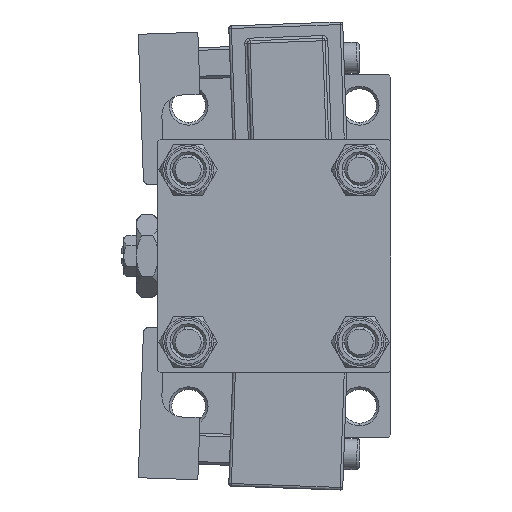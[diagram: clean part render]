
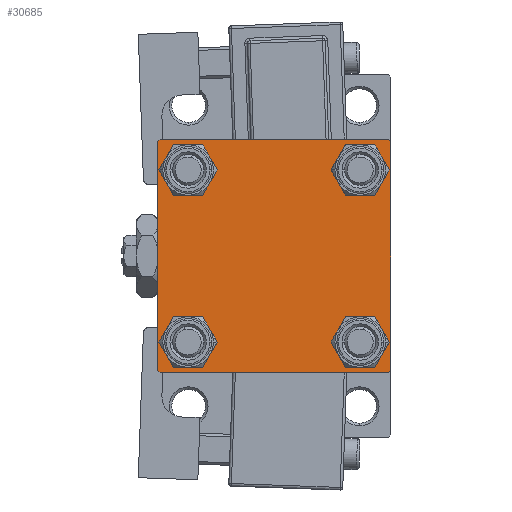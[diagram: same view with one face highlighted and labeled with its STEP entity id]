
A CAD part, left-side view. The second image highlights one B-rep face of the part: STEP entity #30685.
In plain terms, the highlighted planar face has unit normal (-1, 0, 0).
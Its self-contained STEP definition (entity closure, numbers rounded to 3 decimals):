
#90 = CARTESIAN_POINT ( 'NONE',  ( 0., 16.6, 16.6 ) ) ;
#225 = ORIENTED_EDGE ( 'NONE', *, *, #34484, .T. ) ;
#260 = CARTESIAN_POINT ( 'NONE',  ( 0., 16.6, 16.6 ) ) ;
#317 = ORIENTED_EDGE ( 'NONE', *, *, #39075, .T. ) ;
#645 = CARTESIAN_POINT ( 'NONE',  ( 0., -16.6, 16.6 ) ) ;
#939 = CARTESIAN_POINT ( 'NONE',  ( 0., 16.6, -13.1 ) ) ;
#1139 = CARTESIAN_POINT ( 'NONE',  ( 0., -16.6, -16.6 ) ) ;
#3326 = PLANE ( 'NONE',  #49676 ) ;
#3350 = AXIS2_PLACEMENT_3D ( 'NONE', #50844, #22299, #42887 ) ;
#3426 = VECTOR ( 'NONE', #35091, 1000. ) ;
#3608 = DIRECTION ( 'NONE',  ( 0., 0.707, -0.707 ) ) ;
#4983 = VERTEX_POINT ( 'NONE', #51436 ) ;
#5280 = EDGE_CURVE ( 'NONE', #4983, #34801, #24402, .T. ) ;
#5533 = VERTEX_POINT ( 'NONE', #21426 ) ;
#5616 = LINE ( 'NONE', #13601, #49871 ) ;
#6680 = DIRECTION ( 'NONE',  ( 0., 0., 1. ) ) ;
#6969 = CARTESIAN_POINT ( 'NONE',  ( 0., -22., 22.5 ) ) ;
#7139 = EDGE_CURVE ( 'NONE', #9368, #18739, #14516, .T. ) ;
#7436 = FACE_BOUND ( 'NONE', #45102, .T. ) ;
#7718 = DIRECTION ( 'NONE',  ( 0., 0., 1. ) ) ;
#8042 = DIRECTION ( 'NONE',  ( 1., 0., 0. ) ) ;
#8218 = DIRECTION ( 'NONE',  ( 0., 0., 1. ) ) ;
#8391 = ORIENTED_EDGE ( 'NONE', *, *, #46736, .T. ) ;
#9072 = CARTESIAN_POINT ( 'NONE',  ( 0., 16.6, 13.1 ) ) ;
#9368 = VERTEX_POINT ( 'NONE', #48504 ) ;
#9386 = AXIS2_PLACEMENT_3D ( 'NONE', #43750, #22890, #6680 ) ;
#9804 = CIRCLE ( 'NONE', #16850, 3.5 ) ;
#9890 = DIRECTION ( 'NONE',  ( 0., 0., 1. ) ) ;
#10427 = VERTEX_POINT ( 'NONE', #44770 ) ;
#10584 = CIRCLE ( 'NONE', #16761, 3.5 ) ;
#10715 = ORIENTED_EDGE ( 'NONE', *, *, #34928, .F. ) ;
#10821 = ORIENTED_EDGE ( 'NONE', *, *, #11814, .T. ) ;
#11481 = CARTESIAN_POINT ( 'NONE',  ( 0., 22.5, 22. ) ) ;
#11681 = CARTESIAN_POINT ( 'NONE',  ( 0., -16.6, 20.1 ) ) ;
#11814 = EDGE_CURVE ( 'NONE', #21709, #51381, #14083, .T. ) ;
#11830 = CARTESIAN_POINT ( 'NONE',  ( 0., 0., 0. ) ) ;
#12511 = ORIENTED_EDGE ( 'NONE', *, *, #35915, .T. ) ;
#12713 = DIRECTION ( 'NONE',  ( 1., 0., 0. ) ) ;
#13402 = CARTESIAN_POINT ( 'NONE',  ( 0., 22.5, -22. ) ) ;
#13601 = CARTESIAN_POINT ( 'NONE',  ( 0., 22.5, -22.5 ) ) ;
#14083 = CIRCLE ( 'NONE', #32476, 3.5 ) ;
#14516 = LINE ( 'NONE', #31515, #3426 ) ;
#15423 = ORIENTED_EDGE ( 'NONE', *, *, #22738, .T. ) ;
#15717 = CARTESIAN_POINT ( 'NONE',  ( 0., 22.5, 22.5 ) ) ;
#16761 = AXIS2_PLACEMENT_3D ( 'NONE', #645, #51395, #34116 ) ;
#16833 = DIRECTION ( 'NONE',  ( 0., 0., 1. ) ) ;
#16850 = AXIS2_PLACEMENT_3D ( 'NONE', #28343, #8042, #33013 ) ;
#17577 = LINE ( 'NONE', #30167, #52822 ) ;
#17818 = VECTOR ( 'NONE', #42445, 1000. ) ;
#17881 = DIRECTION ( 'NONE',  ( 1., 0., 0. ) ) ;
#17982 = DIRECTION ( 'NONE',  ( 0., -1., 0. ) ) ;
#18739 = VERTEX_POINT ( 'NONE', #6969 ) ;
#19304 = DIRECTION ( 'NONE',  ( 0., 0., -1. ) ) ;
#19467 = VERTEX_POINT ( 'NONE', #13402 ) ;
#19595 = ORIENTED_EDGE ( 'NONE', *, *, #27164, .T. ) ;
#19915 = EDGE_LOOP ( 'NONE', ( #15423, #225 ) ) ;
#20754 = EDGE_CURVE ( 'NONE', #19467, #31322, #38852, .T. ) ;
#21426 = CARTESIAN_POINT ( 'NONE',  ( 0., 16.6, 20.1 ) ) ;
#21709 = VERTEX_POINT ( 'NONE', #41100 ) ;
#22299 = DIRECTION ( 'NONE',  ( 1., 0., 0. ) ) ;
#22738 = EDGE_CURVE ( 'NONE', #5533, #24094, #48587, .T. ) ;
#22890 = DIRECTION ( 'NONE',  ( 1., 0., 0. ) ) ;
#23090 = EDGE_CURVE ( 'NONE', #44004, #19467, #31520, .T. ) ;
#23349 = AXIS2_PLACEMENT_3D ( 'NONE', #1139, #17881, #9890 ) ;
#23416 = CARTESIAN_POINT ( 'NONE',  ( 0., -22.5, 22.5 ) ) ;
#23902 = EDGE_CURVE ( 'NONE', #29957, #44004, #48903, .T. ) ;
#24094 = VERTEX_POINT ( 'NONE', #9072 ) ;
#24200 = FACE_OUTER_BOUND ( 'NONE', #29207, .T. ) ;
#24402 = CIRCLE ( 'NONE', #3350, 3.5 ) ;
#24931 = AXIS2_PLACEMENT_3D ( 'NONE', #90, #12713, #16833 ) ;
#27039 = AXIS2_PLACEMENT_3D ( 'NONE', #260, #42515, #8218 ) ;
#27164 = EDGE_CURVE ( 'NONE', #51381, #21709, #47033, .T. ) ;
#27201 = EDGE_LOOP ( 'NONE', ( #51937, #317 ) ) ;
#27502 = LINE ( 'NONE', #23416, #34075 ) ;
#27704 = CARTESIAN_POINT ( 'NONE',  ( 0., -22., -22.5 ) ) ;
#28343 = CARTESIAN_POINT ( 'NONE',  ( 0., -16.6, 16.6 ) ) ;
#28563 = FACE_BOUND ( 'NONE', #27201, .T. ) ;
#28810 = CIRCLE ( 'NONE', #27039, 3.5 ) ;
#28867 = LINE ( 'NONE', #15717, #40134 ) ;
#29207 = EDGE_LOOP ( 'NONE', ( #47776, #42149, #12511, #8391, #10715, #40022, #31649, #35141 ) ) ;
#29957 = VERTEX_POINT ( 'NONE', #31447 ) ;
#30167 = CARTESIAN_POINT ( 'NONE',  ( 0., -22.25, -22.25 ) ) ;
#30646 = DIRECTION ( 'NONE',  ( 0., 0., 1. ) ) ;
#30685 = ADVANCED_FACE ( 'NONE', ( #28563, #32679, #7436, #40928, #24200 ), #3326, .T. ) ;
#31322 = VERTEX_POINT ( 'NONE', #36514 ) ;
#31447 = CARTESIAN_POINT ( 'NONE',  ( 0., 22., 22.5 ) ) ;
#31515 = CARTESIAN_POINT ( 'NONE',  ( 0., -22.25, 22.25 ) ) ;
#31520 = LINE ( 'NONE', #35643, #45971 ) ;
#31649 = ORIENTED_EDGE ( 'NONE', *, *, #34057, .F. ) ;
#31740 = EDGE_CURVE ( 'NONE', #34801, #4983, #50612, .T. ) ;
#32083 = ORIENTED_EDGE ( 'NONE', *, *, #5280, .T. ) ;
#32476 = AXIS2_PLACEMENT_3D ( 'NONE', #39155, #43284, #30646 ) ;
#32679 = FACE_BOUND ( 'NONE', #47247, .T. ) ;
#33013 = DIRECTION ( 'NONE',  ( 0., 0., 1. ) ) ;
#33665 = VERTEX_POINT ( 'NONE', #37170 ) ;
#34057 = EDGE_CURVE ( 'NONE', #29957, #18739, #28867, .T. ) ;
#34075 = VECTOR ( 'NONE', #19304, 1000. ) ;
#34116 = DIRECTION ( 'NONE',  ( 0., 0., 1. ) ) ;
#34484 = EDGE_CURVE ( 'NONE', #24094, #5533, #28810, .T. ) ;
#34801 = VERTEX_POINT ( 'NONE', #939 ) ;
#34928 = EDGE_CURVE ( 'NONE', #9368, #33665, #27502, .T. ) ;
#35091 = DIRECTION ( 'NONE',  ( 0., 0.707, 0.707 ) ) ;
#35141 = ORIENTED_EDGE ( 'NONE', *, *, #23902, .T. ) ;
#35643 = CARTESIAN_POINT ( 'NONE',  ( 0., 22.5, 22.5 ) ) ;
#35915 = EDGE_CURVE ( 'NONE', #31322, #37681, #5616, .T. ) ;
#36514 = CARTESIAN_POINT ( 'NONE',  ( 0., 22., -22.5 ) ) ;
#37170 = CARTESIAN_POINT ( 'NONE',  ( 0., -22.5, -22. ) ) ;
#37681 = VERTEX_POINT ( 'NONE', #27704 ) ;
#38852 = LINE ( 'NONE', #46028, #17818 ) ;
#39075 = EDGE_CURVE ( 'NONE', #10427, #46145, #10584, .T. ) ;
#39155 = CARTESIAN_POINT ( 'NONE',  ( 0., -16.6, -16.6 ) ) ;
#39216 = DIRECTION ( 'NONE',  ( 0., 0., -1. ) ) ;
#39553 = ORIENTED_EDGE ( 'NONE', *, *, #31740, .T. ) ;
#40022 = ORIENTED_EDGE ( 'NONE', *, *, #7139, .T. ) ;
#40134 = VECTOR ( 'NONE', #53016, 1000. ) ;
#40928 = FACE_BOUND ( 'NONE', #19915, .T. ) ;
#41100 = CARTESIAN_POINT ( 'NONE',  ( 0., -16.6, -13.1 ) ) ;
#41770 = CARTESIAN_POINT ( 'NONE',  ( 0., -16.6, -20.1 ) ) ;
#42149 = ORIENTED_EDGE ( 'NONE', *, *, #20754, .T. ) ;
#42445 = DIRECTION ( 'NONE',  ( 0., -0.707, -0.707 ) ) ;
#42515 = DIRECTION ( 'NONE',  ( 1., 0., 0. ) ) ;
#42887 = DIRECTION ( 'NONE',  ( 0., 0., 1. ) ) ;
#43284 = DIRECTION ( 'NONE',  ( 1., 0., 0. ) ) ;
#43750 = CARTESIAN_POINT ( 'NONE',  ( 0., 16.6, -16.6 ) ) ;
#44004 = VERTEX_POINT ( 'NONE', #11481 ) ;
#44770 = CARTESIAN_POINT ( 'NONE',  ( 0., -16.6, 13.1 ) ) ;
#45102 = EDGE_LOOP ( 'NONE', ( #39553, #32083 ) ) ;
#45340 = DIRECTION ( 'NONE',  ( -1., 0., 0. ) ) ;
#45524 = EDGE_CURVE ( 'NONE', #46145, #10427, #9804, .T. ) ;
#45971 = VECTOR ( 'NONE', #39216, 1000. ) ;
#46028 = CARTESIAN_POINT ( 'NONE',  ( 0., 22.25, -22.25 ) ) ;
#46145 = VERTEX_POINT ( 'NONE', #11681 ) ;
#46688 = DIRECTION ( 'NONE',  ( 0., -0.707, 0.707 ) ) ;
#46736 = EDGE_CURVE ( 'NONE', #37681, #33665, #17577, .T. ) ;
#47033 = CIRCLE ( 'NONE', #23349, 3.5 ) ;
#47247 = EDGE_LOOP ( 'NONE', ( #10821, #19595 ) ) ;
#47761 = VECTOR ( 'NONE', #3608, 1000. ) ;
#47776 = ORIENTED_EDGE ( 'NONE', *, *, #23090, .T. ) ;
#48504 = CARTESIAN_POINT ( 'NONE',  ( 0., -22.5, 22. ) ) ;
#48587 = CIRCLE ( 'NONE', #24931, 3.5 ) ;
#48903 = LINE ( 'NONE', #53269, #47761 ) ;
#49676 = AXIS2_PLACEMENT_3D ( 'NONE', #11830, #45340, #7718 ) ;
#49871 = VECTOR ( 'NONE', #17982, 1000. ) ;
#50612 = CIRCLE ( 'NONE', #9386, 3.5 ) ;
#50844 = CARTESIAN_POINT ( 'NONE',  ( 0., 16.6, -16.6 ) ) ;
#51381 = VERTEX_POINT ( 'NONE', #41770 ) ;
#51395 = DIRECTION ( 'NONE',  ( 1., 0., 0. ) ) ;
#51436 = CARTESIAN_POINT ( 'NONE',  ( 0., 16.6, -20.1 ) ) ;
#51937 = ORIENTED_EDGE ( 'NONE', *, *, #45524, .T. ) ;
#52822 = VECTOR ( 'NONE', #46688, 1000. ) ;
#53016 = DIRECTION ( 'NONE',  ( 0., -1., 0. ) ) ;
#53269 = CARTESIAN_POINT ( 'NONE',  ( 0., 22.25, 22.25 ) ) ;
